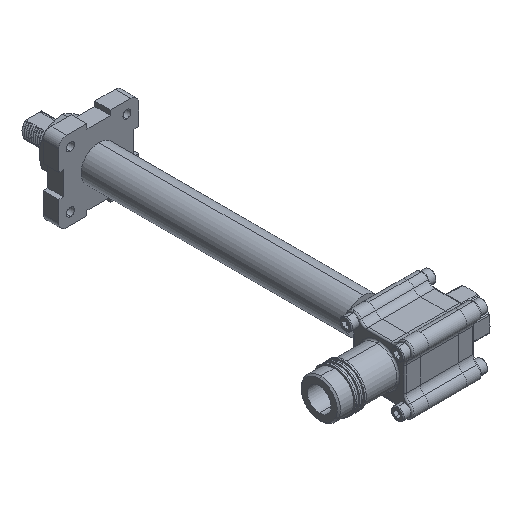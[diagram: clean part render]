
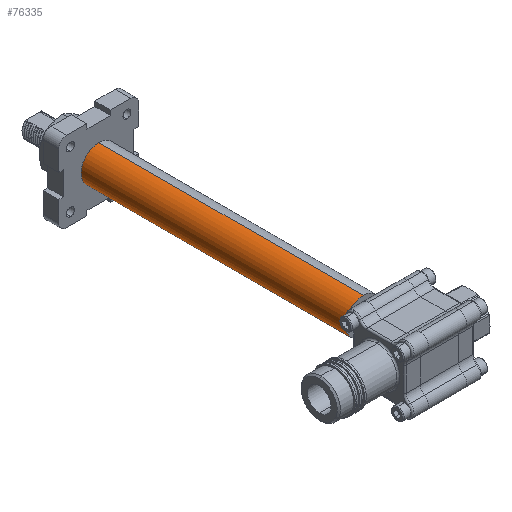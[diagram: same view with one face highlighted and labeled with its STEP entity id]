
A CAD part, isometric view. The second image highlights one B-rep face of the part: STEP entity #76335.
In plain terms, the highlighted cylindrical face has radius 11.267 mm (diameter 22.533 mm), a partial arc.
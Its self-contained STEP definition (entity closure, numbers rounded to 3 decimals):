
#725 = CARTESIAN_POINT ( 'NONE',  ( 0., 0., 11.267 ) ) ;
#1910 = CARTESIAN_POINT ( 'NONE',  ( 0., 201., 11.267 ) ) ;
#6781 = EDGE_LOOP ( 'NONE', ( #60252, #98602, #58043, #55206 ) ) ;
#6783 = EDGE_CURVE ( 'NONE', #68440, #83225, #22292, .T. ) ;
#11052 = DIRECTION ( 'NONE',  ( 0., -1., 0. ) ) ;
#11193 = EDGE_CURVE ( 'NONE', #36933, #75482, #49569, .T. ) ;
#13137 = DIRECTION ( 'NONE',  ( 0., -1., 0. ) ) ;
#18672 = DIRECTION ( 'NONE',  ( 0., -1., 0. ) ) ;
#18676 = CYLINDRICAL_SURFACE ( 'NONE', #95115, 11.267 ) ;
#20195 = CIRCLE ( 'NONE', #33216, 11.267 ) ;
#20770 = DIRECTION ( 'NONE',  ( 0., 0., -1. ) ) ;
#22292 = LINE ( 'NONE', #54333, #49486 ) ;
#23207 = CARTESIAN_POINT ( 'NONE',  ( 0., 32.17, -11.267 ) ) ;
#31769 = EDGE_CURVE ( 'NONE', #36933, #68440, #20195, .T. ) ;
#33074 = CIRCLE ( 'NONE', #88304, 11.267 ) ;
#33216 = AXIS2_PLACEMENT_3D ( 'NONE', #59438, #90446, #20770 ) ;
#35459 = CARTESIAN_POINT ( 'NONE',  ( 0., 32.17, 0. ) ) ;
#36933 = VERTEX_POINT ( 'NONE', #1910 ) ;
#42079 = DIRECTION ( 'NONE',  ( 0., 0., -1. ) ) ;
#49486 = VECTOR ( 'NONE', #13137, 1000. ) ;
#49569 = LINE ( 'NONE', #725, #68477 ) ;
#54333 = CARTESIAN_POINT ( 'NONE',  ( 0., 0., -11.267 ) ) ;
#55206 = ORIENTED_EDGE ( 'NONE', *, *, #61074, .F. ) ;
#58043 = ORIENTED_EDGE ( 'NONE', *, *, #6783, .T. ) ;
#59438 = CARTESIAN_POINT ( 'NONE',  ( 0., 201., 0. ) ) ;
#60252 = ORIENTED_EDGE ( 'NONE', *, *, #11193, .F. ) ;
#60436 = CARTESIAN_POINT ( 'NONE',  ( 0., 32.17, 11.267 ) ) ;
#61010 = CARTESIAN_POINT ( 'NONE',  ( 0., 201., -11.267 ) ) ;
#61074 = EDGE_CURVE ( 'NONE', #75482, #83225, #33074, .T. ) ;
#66495 = DIRECTION ( 'NONE',  ( 0., 0., -1. ) ) ;
#68440 = VERTEX_POINT ( 'NONE', #61010 ) ;
#68477 = VECTOR ( 'NONE', #86205, 1000. ) ;
#75482 = VERTEX_POINT ( 'NONE', #60436 ) ;
#76335 = ADVANCED_FACE ( 'NONE', ( #88357 ), #18676, .T. ) ;
#80748 = CARTESIAN_POINT ( 'NONE',  ( 0., 0., 0. ) ) ;
#83225 = VERTEX_POINT ( 'NONE', #23207 ) ;
#86205 = DIRECTION ( 'NONE',  ( 0., -1., 0. ) ) ;
#88304 = AXIS2_PLACEMENT_3D ( 'NONE', #35459, #18672, #66495 ) ;
#88357 = FACE_OUTER_BOUND ( 'NONE', #6781, .T. ) ;
#90446 = DIRECTION ( 'NONE',  ( 0., -1., 0. ) ) ;
#95115 = AXIS2_PLACEMENT_3D ( 'NONE', #80748, #11052, #42079 ) ;
#98602 = ORIENTED_EDGE ( 'NONE', *, *, #31769, .T. ) ;
